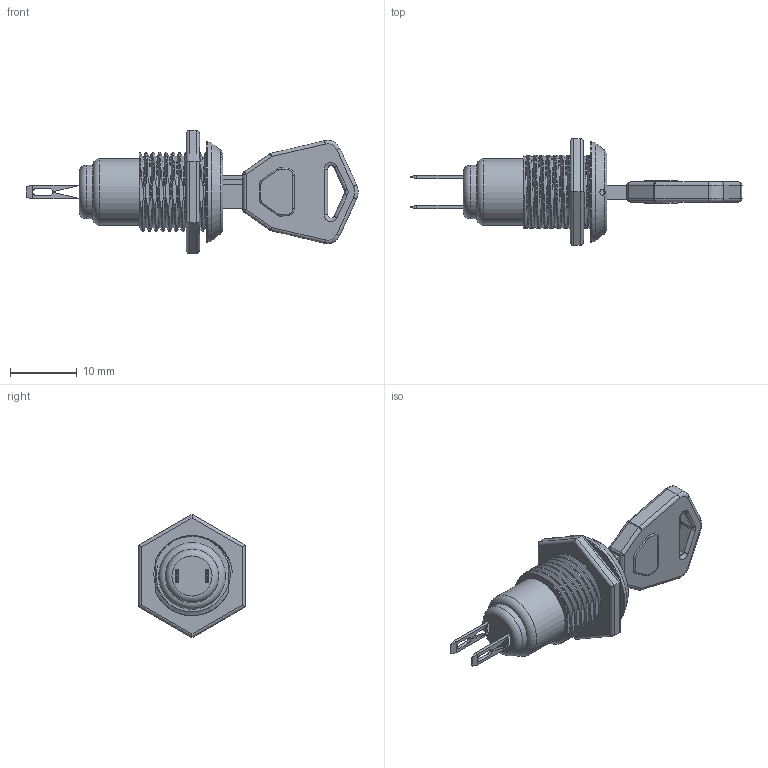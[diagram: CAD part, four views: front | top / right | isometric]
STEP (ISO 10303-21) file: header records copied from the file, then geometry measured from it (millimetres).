
FILE_DESCRIPTION(/* description */ (''),/* implementation_level */ '2;1');
FILE_NAME(/* name */ 'Key Switch 12mm.step',/* time_stamp */ '2024-07-16T08:59:59-03:00',/* author */ (''),/* organization */ (''),/* preprocessor_version */ 'ST-DEVELOPER v20',/* originating_system */ 'Autodesk Translation Framework v13.14.0.145',/* authorisation */ '');
FILE_SCHEMA (('AUTOMOTIVE_DESIGN { 1 0 10303 214 3 1 1 }'));
Length unit declared in the file: millimetre
Products named in the file (1): Key Switch
Bounding box: 49.74 x 16 x 18.48 mm (x, y, z)
Volume: 2817.3 mm3; surface area: 2456.4 mm2
Topology: 3 solids, 3 shells, 247 faces, 644 edges, 400 vertices
Faces by surface type: cylinder 101, plane 94, torus 30, bspline 11, sphere 8, cone 3
Full cylindrical faces by diameter (mm): 6.8 x1, 7 x1, 8 x1, 10 x1, 10.741 x9, 11.035 x1, 12.152 x1, 15 x1
Entity records: 11995 total; most frequent: CARTESIAN_POINT 6087, ORIENTED_EDGE 1256, DIRECTION 1142, EDGE_CURVE 628, AXIS2_PLACEMENT_3D 419, VERTEX_POINT 392, LINE 304, VECTOR 304
